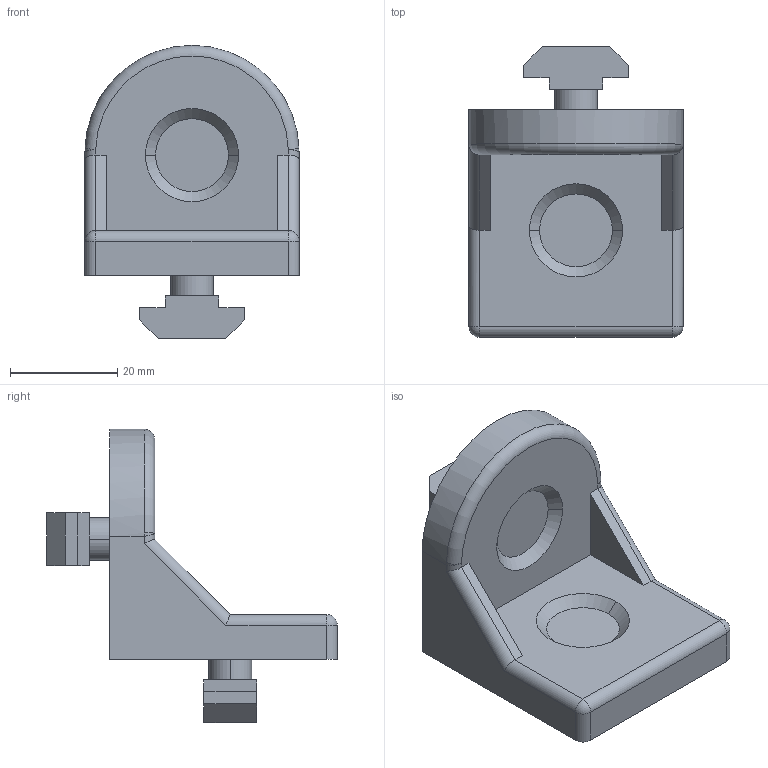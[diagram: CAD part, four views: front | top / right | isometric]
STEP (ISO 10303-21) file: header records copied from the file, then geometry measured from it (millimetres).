
FILE_DESCRIPTION(('STEP AP214'),'1');
FILE_NAME('cctmp_38922FDC-A05E-4875-B5BC-6E5B47F341B9_2020_2_11_16_21_39_674..stp','2020-02-11T15:21:39',('Bosch Rexroth AG'),('CADClick - www.CADClick.com'),'Spatial InterOp 3D',' ','unknown authorization - (Healing Option Enabled)');
FILE_SCHEMA(('AUTOMOTIVE_DESIGN'));
Length unit declared in the file: millimetre
Products named in the file (1): 2020_02_11__16-21-39-674
Bounding box: 40 x 54.3 x 54.8 mm (x, y, z)
Volume: 26295.3 mm3; surface area: 10417.5 mm2
Topology: 1 solids, 1 shells, 108 faces, 239 edges, 146 vertices
Faces by surface type: plane 45, cylinder 34, cone 24, bspline 2, sphere 2, torus 1
Entity records: 4391 total; most frequent: CARTESIAN_POINT 1067, DIRECTION 535, ORIENTED_EDGE 476, EDGE_CURVE 238, AXIS2_PLACEMENT_3D 195, VERTEX_POINT 146, LINE 145, VECTOR 145
